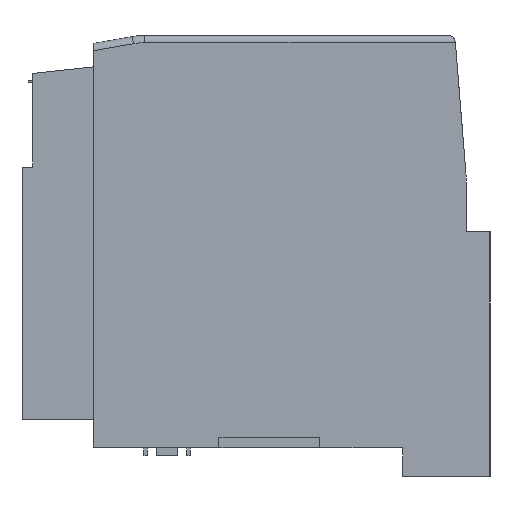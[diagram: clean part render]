
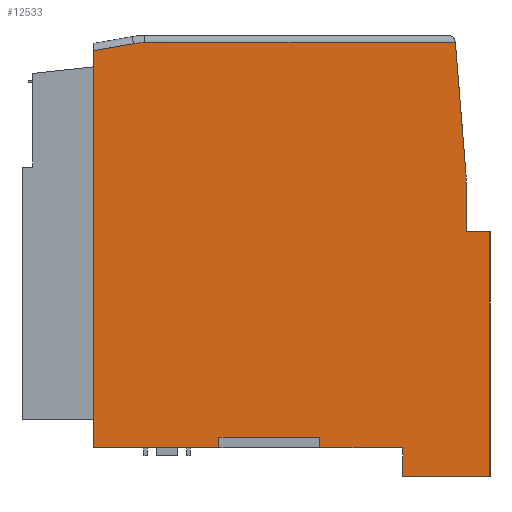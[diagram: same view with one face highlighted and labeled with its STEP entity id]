
A CAD part, left-side view. The second image highlights one B-rep face of the part: STEP entity #12533.
In plain terms, the highlighted planar face has unit normal (-1, 0, 0).
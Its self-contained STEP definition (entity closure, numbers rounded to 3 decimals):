
#625 = DIRECTION ( 'NONE',  ( 0., -1., 0. ) ) ;
#932 = VECTOR ( 'NONE', #13582, 1000. ) ;
#1354 = DIRECTION ( 'NONE',  ( 0., 0., -1. ) ) ;
#1803 = ORIENTED_EDGE ( 'NONE', *, *, #16302, .T. ) ;
#2077 = AXIS2_PLACEMENT_3D ( 'NONE', #20263, #7450, #22440 ) ;
#2416 = DIRECTION ( 'NONE',  ( 0., 0., -1. ) ) ;
#2680 = EDGE_CURVE ( 'NONE', #27463, #22461, #12386, .T. ) ;
#2787 = VERTEX_POINT ( 'NONE', #22390 ) ;
#2813 = VECTOR ( 'NONE', #23103, 1000. ) ;
#2828 = EDGE_CURVE ( 'NONE', #21305, #8068, #10115, .T. ) ;
#3126 = CARTESIAN_POINT ( 'NONE',  ( -23.8, 0., 1.5 ) ) ;
#3364 = EDGE_CURVE ( 'NONE', #15117, #18498, #3392, .T. ) ;
#3392 = LINE ( 'NONE', #25856, #14108 ) ;
#3662 = EDGE_CURVE ( 'NONE', #19559, #7516, #12402, .T. ) ;
#3705 = ORIENTED_EDGE ( 'NONE', *, *, #18153, .T. ) ;
#3950 = DIRECTION ( 'NONE',  ( 0., 1., 0. ) ) ;
#4052 = ORIENTED_EDGE ( 'NONE', *, *, #7146, .F. ) ;
#4097 = CARTESIAN_POINT ( 'NONE',  ( -23.8, 8.45, 1.5 ) ) ;
#4558 = CARTESIAN_POINT ( 'NONE',  ( -23.8, 8.45, 0. ) ) ;
#4648 = EDGE_CURVE ( 'NONE', #10701, #12536, #7439, .T. ) ;
#4692 = LINE ( 'NONE', #12247, #10387 ) ;
#4808 = CARTESIAN_POINT ( 'NONE',  ( -23.8, -25.95, 0. ) ) ;
#5268 = CARTESIAN_POINT ( 'NONE',  ( -23.8, -25.95, 30.05 ) ) ;
#6380 = ORIENTED_EDGE ( 'NONE', *, *, #22056, .T. ) ;
#6647 = CARTESIAN_POINT ( 'NONE',  ( -23.8, -24.431, 56.35 ) ) ;
#6904 = CARTESIAN_POINT ( 'NONE',  ( -23.8, -5.55, 0. ) ) ;
#6920 = LINE ( 'NONE', #25332, #24064 ) ;
#7146 = EDGE_CURVE ( 'NONE', #21305, #18790, #14870, .T. ) ;
#7309 = DIRECTION ( 'NONE',  ( -1., 0., 0. ) ) ;
#7439 = LINE ( 'NONE', #15237, #26576 ) ;
#7445 = VECTOR ( 'NONE', #25429, 1000. ) ;
#7450 = DIRECTION ( 'NONE',  ( 1., 0., 0. ) ) ;
#7452 = DIRECTION ( 'NONE',  ( 0., 1., 0. ) ) ;
#7516 = VERTEX_POINT ( 'NONE', #11557 ) ;
#7730 = CIRCLE ( 'NONE', #9423, 9. ) ;
#8068 = VERTEX_POINT ( 'NONE', #19977 ) ;
#8104 = LINE ( 'NONE', #23285, #7445 ) ;
#8302 = FACE_OUTER_BOUND ( 'NONE', #22528, .T. ) ;
#9423 = AXIS2_PLACEMENT_3D ( 'NONE', #20133, #7309, #22317 ) ;
#9630 = CARTESIAN_POINT ( 'NONE',  ( -23.8, 20.332, 56.216 ) ) ;
#9874 = CARTESIAN_POINT ( 'NONE',  ( -23.8, 8.45, 1.5 ) ) ;
#10105 = DIRECTION ( 'NONE',  ( 0., 1., 0. ) ) ;
#10115 = LINE ( 'NONE', #11770, #15816 ) ;
#10155 = LINE ( 'NONE', #20888, #16544 ) ;
#10220 = VERTEX_POINT ( 'NONE', #13496 ) ;
#10387 = VECTOR ( 'NONE', #25107, 1000. ) ;
#10524 = VERTEX_POINT ( 'NONE', #4558 ) ;
#10701 = VERTEX_POINT ( 'NONE', #22376 ) ;
#11106 = LINE ( 'NONE', #22517, #21174 ) ;
#11557 = CARTESIAN_POINT ( 'NONE',  ( -23.8, -17.09, 0. ) ) ;
#11600 = EDGE_CURVE ( 'NONE', #2787, #19559, #11106, .T. ) ;
#11688 = LINE ( 'NONE', #4808, #20400 ) ;
#11770 = CARTESIAN_POINT ( 'NONE',  ( -23.8, -25.95, 56.35 ) ) ;
#12247 = CARTESIAN_POINT ( 'NONE',  ( -23.8, -24.773, 64.091 ) ) ;
#12386 = LINE ( 'NONE', #26423, #932 ) ;
#12402 = LINE ( 'NONE', #20580, #18134 ) ;
#12533 = ADVANCED_FACE ( 'NONE', ( #8302 ), #24524, .F. ) ;
#12536 = VERTEX_POINT ( 'NONE', #5268 ) ;
#12752 = EDGE_CURVE ( 'NONE', #22461, #10220, #6920, .T. ) ;
#13202 = ORIENTED_EDGE ( 'NONE', *, *, #14764, .T. ) ;
#13279 = EDGE_CURVE ( 'NONE', #27463, #12536, #10155, .T. ) ;
#13331 = ORIENTED_EDGE ( 'NONE', *, *, #3662, .T. ) ;
#13496 = CARTESIAN_POINT ( 'NONE',  ( -23.8, -17.09, -4. ) ) ;
#13582 = DIRECTION ( 'NONE',  ( 0., 0., -1. ) ) ;
#13772 = VECTOR ( 'NONE', #7452, 1000. ) ;
#14108 = VECTOR ( 'NONE', #15145, 1000. ) ;
#14211 = DIRECTION ( 'NONE',  ( -1., 0., 0. ) ) ;
#14764 = EDGE_CURVE ( 'NONE', #18498, #10524, #11688, .T. ) ;
#14870 = LINE ( 'NONE', #20959, #2813 ) ;
#14908 = VERTEX_POINT ( 'NONE', #9630 ) ;
#15117 = VERTEX_POINT ( 'NONE', #16311 ) ;
#15145 = DIRECTION ( 'NONE',  ( 0., 0., -1. ) ) ;
#15237 = CARTESIAN_POINT ( 'NONE',  ( -23.8, -25.95, 57.35 ) ) ;
#15598 = CARTESIAN_POINT ( 'NONE',  ( -23.8, -29.25, 30.05 ) ) ;
#15816 = VECTOR ( 'NONE', #26912, 1000. ) ;
#16302 = EDGE_CURVE ( 'NONE', #14908, #15117, #4692, .T. ) ;
#16311 = CARTESIAN_POINT ( 'NONE',  ( -23.8, 25.95, 55.235 ) ) ;
#16445 = CARTESIAN_POINT ( 'NONE',  ( -23.8, -25.885, 38.406 ) ) ;
#16544 = VECTOR ( 'NONE', #10105, 1000. ) ;
#17617 = ORIENTED_EDGE ( 'NONE', *, *, #24277, .F. ) ;
#17660 = ORIENTED_EDGE ( 'NONE', *, *, #3364, .T. ) ;
#17680 = CARTESIAN_POINT ( 'NONE',  ( -23.8, 25.95, 0. ) ) ;
#17822 = ORIENTED_EDGE ( 'NONE', *, *, #13279, .T. ) ;
#18074 = CARTESIAN_POINT ( 'NONE',  ( -23.8, -29.25, -4. ) ) ;
#18134 = VECTOR ( 'NONE', #20673, 1000. ) ;
#18153 = EDGE_CURVE ( 'NONE', #10701, #18790, #27011, .T. ) ;
#18498 = VERTEX_POINT ( 'NONE', #17680 ) ;
#18675 = AXIS2_PLACEMENT_3D ( 'NONE', #27106, #14211, #1354 ) ;
#18693 = ORIENTED_EDGE ( 'NONE', *, *, #24583, .F. ) ;
#18790 = VERTEX_POINT ( 'NONE', #16445 ) ;
#19096 = ORIENTED_EDGE ( 'NONE', *, *, #2828, .T. ) ;
#19496 = LINE ( 'NONE', #3126, #13772 ) ;
#19559 = VERTEX_POINT ( 'NONE', #6904 ) ;
#19901 = VERTEX_POINT ( 'NONE', #4097 ) ;
#19977 = CARTESIAN_POINT ( 'NONE',  ( -23.8, 18.784, 56.35 ) ) ;
#20133 = CARTESIAN_POINT ( 'NONE',  ( -23.8, 18.784, 47.35 ) ) ;
#20263 = CARTESIAN_POINT ( 'NONE',  ( -23.8, -25.95, 57.35 ) ) ;
#20400 = VECTOR ( 'NONE', #625, 1000. ) ;
#20580 = CARTESIAN_POINT ( 'NONE',  ( -23.8, -25.95, 0. ) ) ;
#20673 = DIRECTION ( 'NONE',  ( 0., -1., 0. ) ) ;
#20888 = CARTESIAN_POINT ( 'NONE',  ( -23.8, -29.25, 30.05 ) ) ;
#20959 = CARTESIAN_POINT ( 'NONE',  ( -23.8, -24.35, 57.35 ) ) ;
#21174 = VECTOR ( 'NONE', #22611, 1000. ) ;
#21305 = VERTEX_POINT ( 'NONE', #6647 ) ;
#21415 = VECTOR ( 'NONE', #27090, 1000. ) ;
#22056 = EDGE_CURVE ( 'NONE', #8068, #14908, #7730, .T. ) ;
#22082 = ORIENTED_EDGE ( 'NONE', *, *, #4648, .F. ) ;
#22317 = DIRECTION ( 'NONE',  ( 0., 0., -1. ) ) ;
#22376 = CARTESIAN_POINT ( 'NONE',  ( -23.8, -25.95, 36.791 ) ) ;
#22390 = CARTESIAN_POINT ( 'NONE',  ( -23.8, -5.55, 1.5 ) ) ;
#22440 = DIRECTION ( 'NONE',  ( 0., 0., -1. ) ) ;
#22461 = VERTEX_POINT ( 'NONE', #18074 ) ;
#22517 = CARTESIAN_POINT ( 'NONE',  ( -23.8, -5.55, 1.5 ) ) ;
#22528 = EDGE_LOOP ( 'NONE', ( #4052, #19096, #6380, #1803, #17660, #13202, #26316, #18693, #22822, #13331, #17617, #24767, #24675, #17822, #22082, #3705 ) ) ;
#22596 = EDGE_CURVE ( 'NONE', #19901, #10524, #27163, .T. ) ;
#22611 = DIRECTION ( 'NONE',  ( 0., 0., -1. ) ) ;
#22822 = ORIENTED_EDGE ( 'NONE', *, *, #11600, .T. ) ;
#23103 = DIRECTION ( 'NONE',  ( 0., -0.081, -0.997 ) ) ;
#23285 = CARTESIAN_POINT ( 'NONE',  ( -23.8, -17.09, -4. ) ) ;
#24064 = VECTOR ( 'NONE', #3950, 1000. ) ;
#24277 = EDGE_CURVE ( 'NONE', #10220, #7516, #8104, .T. ) ;
#24524 = PLANE ( 'NONE',  #2077 ) ;
#24583 = EDGE_CURVE ( 'NONE', #2787, #19901, #19496, .T. ) ;
#24675 = ORIENTED_EDGE ( 'NONE', *, *, #2680, .F. ) ;
#24767 = ORIENTED_EDGE ( 'NONE', *, *, #12752, .F. ) ;
#25107 = DIRECTION ( 'NONE',  ( 0., 0.985, -0.172 ) ) ;
#25332 = CARTESIAN_POINT ( 'NONE',  ( -23.8, -17.09, -4. ) ) ;
#25429 = DIRECTION ( 'NONE',  ( 0., 0., 1. ) ) ;
#25856 = CARTESIAN_POINT ( 'NONE',  ( -23.8, 25.95, 57.35 ) ) ;
#26316 = ORIENTED_EDGE ( 'NONE', *, *, #22596, .F. ) ;
#26423 = CARTESIAN_POINT ( 'NONE',  ( -23.8, -29.25, 30.05 ) ) ;
#26576 = VECTOR ( 'NONE', #2416, 1000. ) ;
#26912 = DIRECTION ( 'NONE',  ( 0., 1., 0. ) ) ;
#27011 = CIRCLE ( 'NONE', #18675, 20. ) ;
#27090 = DIRECTION ( 'NONE',  ( 0., 0., -1. ) ) ;
#27106 = CARTESIAN_POINT ( 'NONE',  ( -23.8, -5.95, 36.791 ) ) ;
#27163 = LINE ( 'NONE', #9874, #21415 ) ;
#27463 = VERTEX_POINT ( 'NONE', #15598 ) ;
